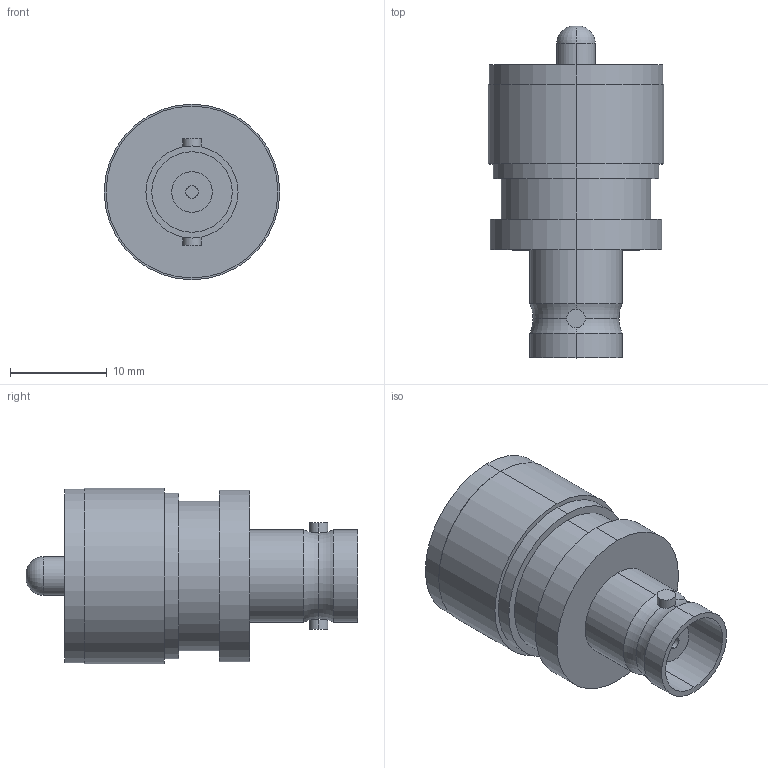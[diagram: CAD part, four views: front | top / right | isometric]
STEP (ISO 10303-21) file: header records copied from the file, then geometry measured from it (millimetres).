
FILE_DESCRIPTION (( 'STEP AP203' ), '1' );
FILE_NAME ('BA50.STEP', '2006-06-30T19:23:46', ( ' ' ), ( ' ' ), 'SwSTEP 2.0', 'SolidWorks 2005354', '' );
FILE_SCHEMA (( 'CONFIG_CONTROL_DESIGN' ));
Length unit declared in the file: inch
Products named in the file (1): BA50
Bounding box: 18.16 x 34.34 x 18.16 mm (x, y, z)
Volume: 4045.8 mm3; surface area: 2763.8 mm2
Topology: 1 solids, 1 shells, 67 faces, 166 edges, 108 vertices
Faces by surface type: cylinder 32, plane 29, torus 6
Entity records: 2153 total; most frequent: CARTESIAN_POINT 438, DIRECTION 368, ORIENTED_EDGE 332, EDGE_CURVE 166, AXIS2_PLACEMENT_3D 158, VERTEX_POINT 108, CIRCLE 90, EDGE_LOOP 78
